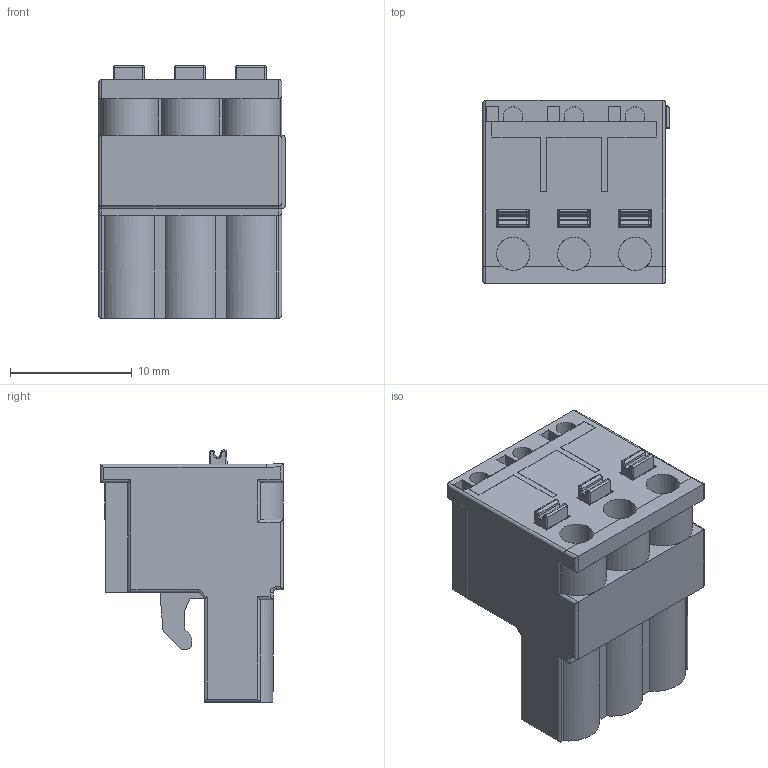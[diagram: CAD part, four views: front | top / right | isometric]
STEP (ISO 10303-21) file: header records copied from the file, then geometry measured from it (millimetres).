
FILE_DESCRIPTION (( 'STEP AP214' ), '1' );
FILE_NAME ('BX-RTB03-1.STEP', '2017-03-21T23:45:34', ( '' ), ( '' ), 'SwSTEP 2.0', 'SolidWorks 2016', '' );
FILE_SCHEMA (( 'AUTOMOTIVE_DESIGN' ));
Length unit declared in the file: millimetre
Products named in the file (1): BX-RTB03-1
Bounding box: 15.3 x 15 x 20.7 mm (x, y, z)
Volume: 2693.4 mm3; surface area: 2249.4 mm2
Topology: 3 solids, 3 shells, 430 faces, 1070 edges, 661 vertices
Faces by surface type: plane 222, cylinder 140, torus 62, cone 6
Entity records: 14627 total; most frequent: CARTESIAN_POINT 3404, ORIENTED_EDGE 2140, DIRECTION 2071, EDGE_CURVE 1070, LINE 703, VECTOR 703, AXIS2_PLACEMENT_3D 684, VERTEX_POINT 661
